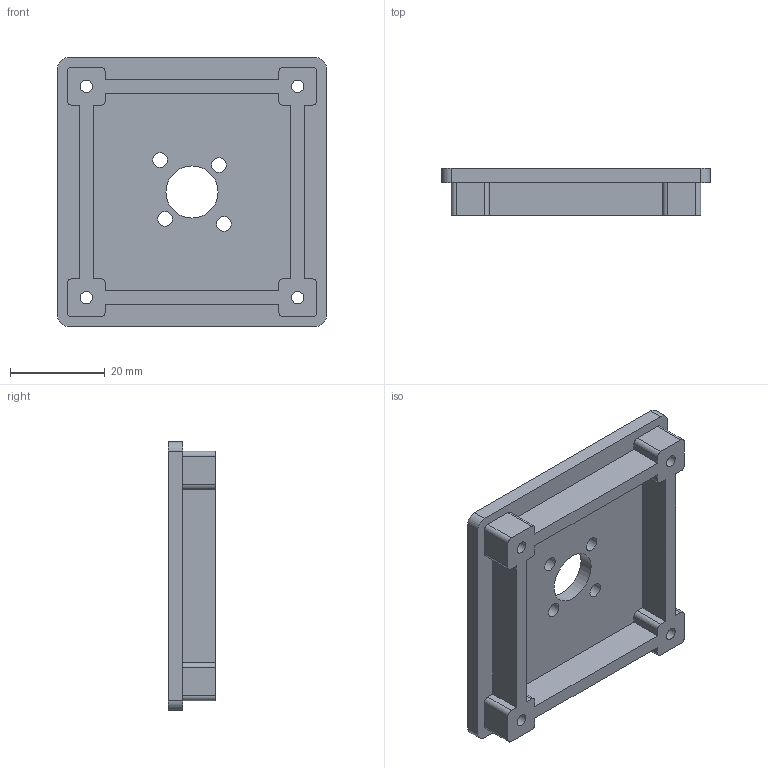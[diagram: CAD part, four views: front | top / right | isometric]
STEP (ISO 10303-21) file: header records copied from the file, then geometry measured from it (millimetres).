
FILE_DESCRIPTION(/* description */ (''),/* implementation_level */ '2;1');
FILE_NAME(/* name */ 'Motorplatform.step',/* time_stamp */ '2021-03-23T14:28:39-04:00',/* author */ (''),/* organization */ (''),/* preprocessor_version */ 'ST-DEVELOPER v18.1',/* originating_system */ 'Autodesk Translation Framework v9.10.0.1330',/* authorisation */ '');
FILE_SCHEMA (('AUTOMOTIVE_DESIGN { 1 0 10303 214 3 1 1 }'));
Length unit declared in the file: millimetre
Products named in the file (1): Motorplatform
Bounding box: 56.57 x 10 x 56.57 mm (x, y, z)
Volume: 13841.4 mm3; surface area: 10043.8 mm2
Topology: 1 solids, 1 shells, 69 faces, 195 edges, 130 vertices
Faces by surface type: plane 40, cylinder 29
Full cylindrical faces by diameter (mm): 2.6 x4, 3.1 x4, 11 x1
Entity records: 2323 total; most frequent: CARTESIAN_POINT 395, DIRECTION 393, ORIENTED_EDGE 390, EDGE_CURVE 195, LINE 137, VECTOR 137, VERTEX_POINT 130, AXIS2_PLACEMENT_3D 128
